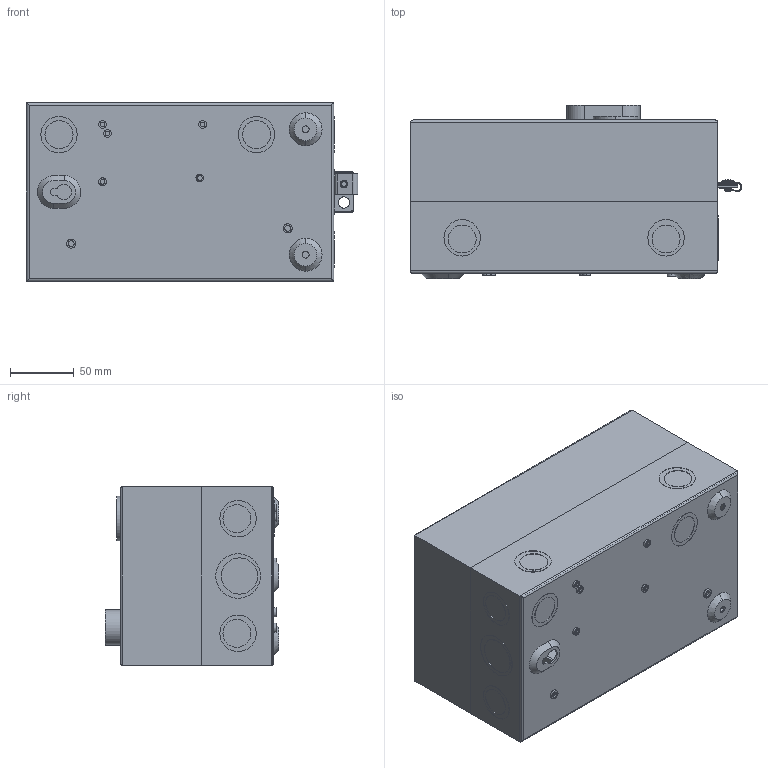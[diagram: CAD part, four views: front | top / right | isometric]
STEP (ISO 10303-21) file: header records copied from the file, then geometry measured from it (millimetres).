
FILE_DESCRIPTION (( 'STEP AP203' ), '1' );
FILE_NAME ('ESWS-B9D15A-RM28.step', '2023-01-18T18:26:00', ( '' ), ( '' ), 'SwSTEP 2.0', 'SolidWorks 2021', '' );
FILE_SCHEMA (( 'CONFIG_CONTROL_DESIGN' ));
Length unit declared in the file: inch
Products named in the file (1): ESWS-B9D15A-RM28
Bounding box: 260.3 x 136.3 x 140.6 mm (x, y, z)
Volume: 265935.1 mm3; surface area: 377519.8 mm2
Topology: 7 solids, 7 shells, 435 faces, 1034 edges, 680 vertices
Faces by surface type: cylinder 230, plane 168, bspline 20, cone 17
Entity records: 14061 total; most frequent: CARTESIAN_POINT 3918, DIRECTION 2092, ORIENTED_EDGE 2068, EDGE_CURVE 1034, AXIS2_PLACEMENT_3D 766, VERTEX_POINT 680, VECTOR 560, LINE 560
